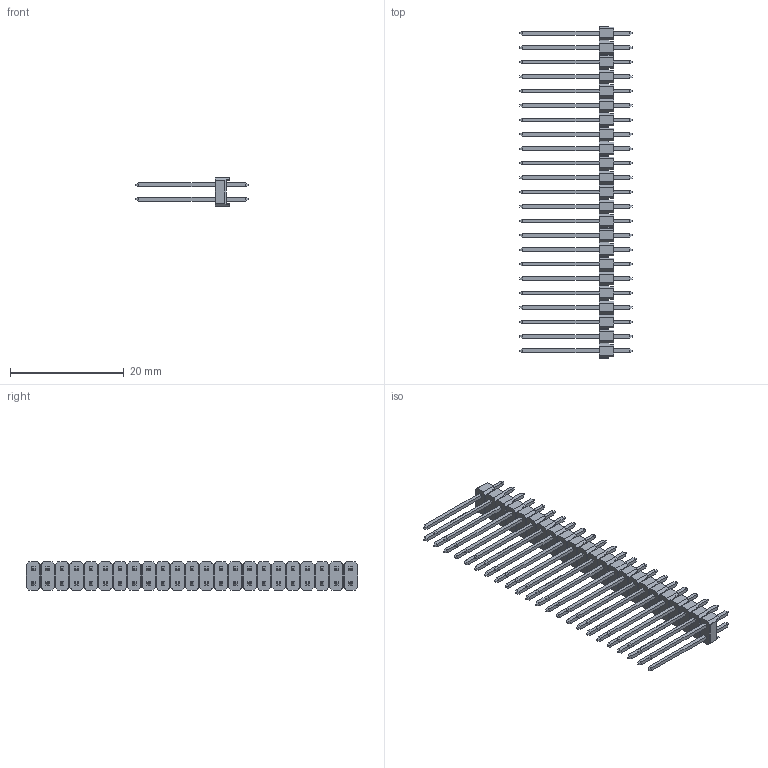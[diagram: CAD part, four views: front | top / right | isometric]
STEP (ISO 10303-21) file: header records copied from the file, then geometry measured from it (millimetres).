
FILE_DESCRIPTION(/* description */ (''),/* implementation_level */ '2;1');
FILE_NAME(/* name */ '944-17-046-00.stp',/* time_stamp */ '2017-08-01T10:17:42+08:00',/* author */ (''),/* organization */ (''),/* preprocessor_version */ 'ST-DEVELOPER v15',/* originating_system */ 'SIEMENS PLM Software NX 9.0',/* authorisation */ '');
FILE_SCHEMA (('AP203_CONFIGURATION_CONTROLLED_3D_DESIGN_OF_MECHANICAL_PARTS_AND_ASSEMBLIES_MIM_LF { 1 0 10303 403 2 1 2}'));
Length unit declared in the file: millimetre
Products named in the file (1): 944-17-046-xx
Bounding box: 19.8 x 58.42 x 5 mm (x, y, z)
Volume: 870 mm3; surface area: 3458.5 mm2
Topology: 47 solids, 47 shells, 1511 faces, 3423 edges, 2006 vertices
Faces by surface type: plane 1327, cylinder 184
Entity records: 43196 total; most frequent: CARTESIAN_POINT 9013, ORIENTED_EDGE 6846, DIRECTION 6263, EDGE_CURVE 3423, LINE 3239, VECTOR 3239, VERTEX_POINT 2006, EDGE_LOOP 1603
